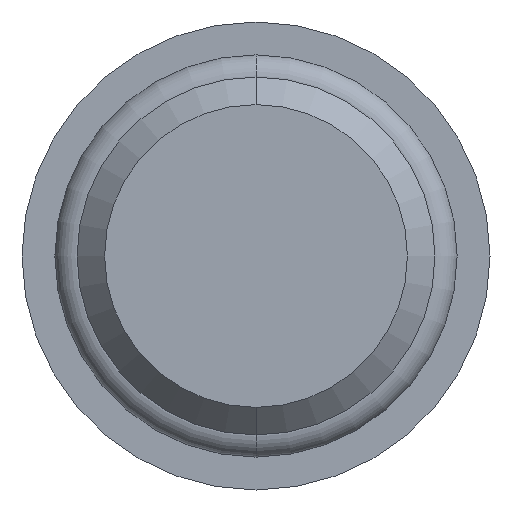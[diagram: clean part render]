
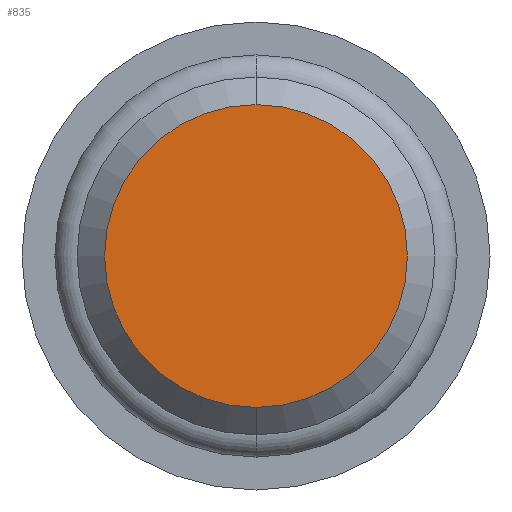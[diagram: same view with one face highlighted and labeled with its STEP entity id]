
A CAD part, front view. The second image highlights one B-rep face of the part: STEP entity #835.
In plain terms, the highlighted planar face has unit normal (0, -1, 0).
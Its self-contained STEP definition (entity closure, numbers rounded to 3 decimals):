
#100 = DIRECTION ( 'NONE',  ( 0., 0., -1. ) ) ;
#101 = DIRECTION ( 'NONE',  ( 0., -1., 0. ) ) ;
#102 = CARTESIAN_POINT ( 'NONE',  ( 5.5, 0., 0. ) ) ;
#103 = AXIS2_PLACEMENT_3D ( 'NONE', #102, #101, #100 ) ;
#104 = PLANE ( 'NONE',  #103 ) ;
#108 = FACE_OUTER_BOUND ( 'NONE', #836, .T. ) ;
#110 = CARTESIAN_POINT ( 'NONE',  ( 0., 0., 0. ) ) ;
#111 = CIRCLE ( 'NONE', #113, 5.5 ) ;
#112 = DIRECTION ( 'NONE',  ( 0., 0., -1. ) ) ;
#113 = AXIS2_PLACEMENT_3D ( 'NONE', #110, #114, #112 ) ;
#114 = DIRECTION ( 'NONE',  ( 0., -1., 0. ) ) ;
#693 = CIRCLE ( 'NONE', #718, 5.5 ) ;
#713 = CARTESIAN_POINT ( 'NONE',  ( 0., 0., 5.5 ) ) ;
#714 = CARTESIAN_POINT ( 'NONE',  ( 0., 0., -5.5 ) ) ;
#715 = DIRECTION ( 'NONE',  ( 0., 0., -1. ) ) ;
#716 = DIRECTION ( 'NONE',  ( 0., -1., 0. ) ) ;
#717 = CARTESIAN_POINT ( 'NONE',  ( 0., 0., 0. ) ) ;
#718 = AXIS2_PLACEMENT_3D ( 'NONE', #717, #716, #715 ) ;
#835 = ADVANCED_FACE ( 'NONE', ( #108 ), #104, .T. ) ;
#836 = EDGE_LOOP ( 'NONE', ( #837, #839 ) ) ;
#837 = ORIENTED_EDGE ( 'NONE', *, *, #838, .T. ) ;
#838 = EDGE_CURVE ( 'NONE', #937, #936, #111, .T. ) ;
#839 = ORIENTED_EDGE ( 'NONE', *, *, #932, .T. ) ;
#932 = EDGE_CURVE ( 'NONE', #936, #937, #693, .T. ) ;
#936 = VERTEX_POINT ( 'NONE', #714 ) ;
#937 = VERTEX_POINT ( 'NONE', #713 ) ;
